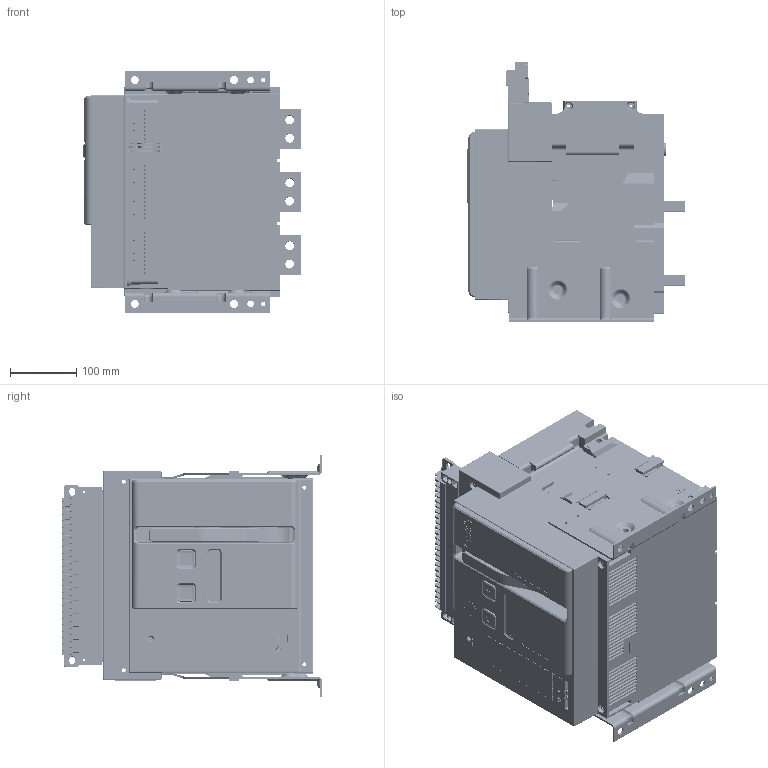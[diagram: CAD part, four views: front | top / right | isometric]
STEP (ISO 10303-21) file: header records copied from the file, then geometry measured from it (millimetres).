
FILE_DESCRIPTION((''),'2;1');
FILE_NAME('DC2500_ASM_SW0002','2024-10-31T',('zhongyao.huang'),(''),'PRO/ENGINEER BY PARAMETRIC TECHNOLOGY CORPORATION, 2015440','PRO/ENGINEER BY PARAMETRIC TECHNOLOGY CORPORATION, 2015440','');
FILE_SCHEMA(('CONFIG_CONTROL_DESIGN'));
Products named in the file (1): DC2500_ASM_SW0002
Bounding box: 328.93 x 392.58 x 364 mm (x, y, z)
Volume: 7508564.9 mm3; surface area: 2545440.8 mm2
Topology: 11 solids, 23 shells, 8794 faces, 24964 edges, 16241 vertices
Faces by surface type: plane 6427, cylinder 1787, cone 228, torus 139, extrusion 134, bspline 66, sphere 13
Entity records: 303752 total; most frequent: CARTESIAN_POINT 72157, ORIENTED_EDGE 49928, DIRECTION 45748, EDGE_CURVE 24964, VECTOR 20028, LINE 19894, VERTEX_POINT 16241, AXIS2_PLACEMENT_3D 12860
